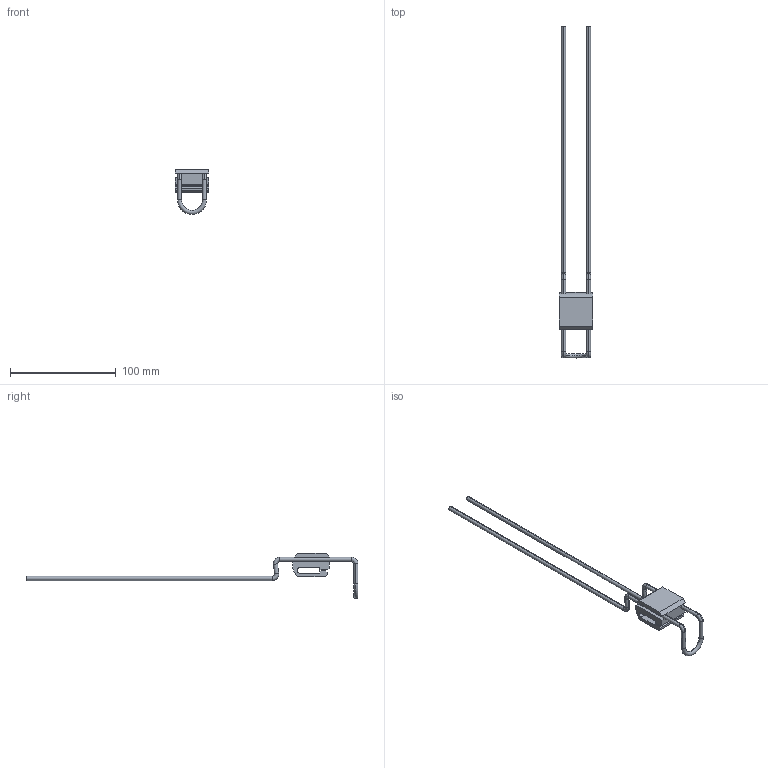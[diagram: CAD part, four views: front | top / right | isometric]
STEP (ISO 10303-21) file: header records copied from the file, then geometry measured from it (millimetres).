
FILE_DESCRIPTION (( 'STEP AP214' ), '1' );
FILE_NAME ('Rexnord-S0226-647551N.STEP', '2023-08-01T12:44:28', ( '' ), ( '' ), 'SwSTEP 2.0', 'SolidWorks 2022', '' );
FILE_SCHEMA (( 'AUTOMOTIVE_DESIGN' ));
Length unit declared in the file: millimetre
Products named in the file (3): Rexnord-S0226-647551N_guide; Rexnord-S0226-647551N_bend rod; Rexnord-S0226-647551N
Assembly tree (2 placements, depth 2):
  Rexnord-S0226-647551N
    Rexnord-S0226-647551N_guide
    Rexnord-S0226-647551N_bend rod
Bounding box: 31.5 x 314 x 42.59 mm (x, y, z)
Volume: 26682.3 mm3; surface area: 16269.5 mm2
Topology: 2 solids, 2 shells, 60 faces, 144 edges, 88 vertices
Faces by surface type: plane 24, cylinder 22, torus 14
Entity records: 1888 total; most frequent: CARTESIAN_POINT 350, DIRECTION 328, ORIENTED_EDGE 288, EDGE_CURVE 144, AXIS2_PLACEMENT_3D 124, VERTEX_POINT 88, LINE 80, VECTOR 80
